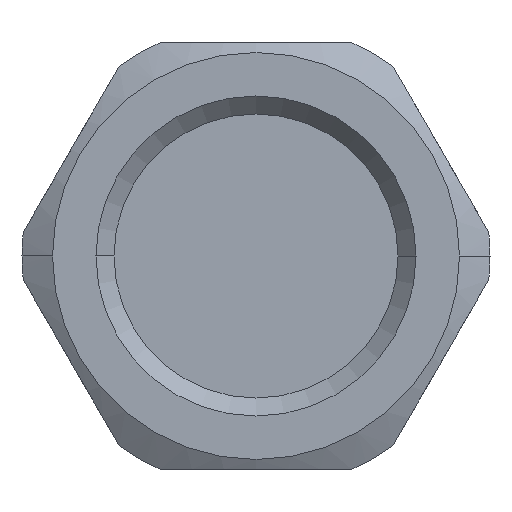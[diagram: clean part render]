
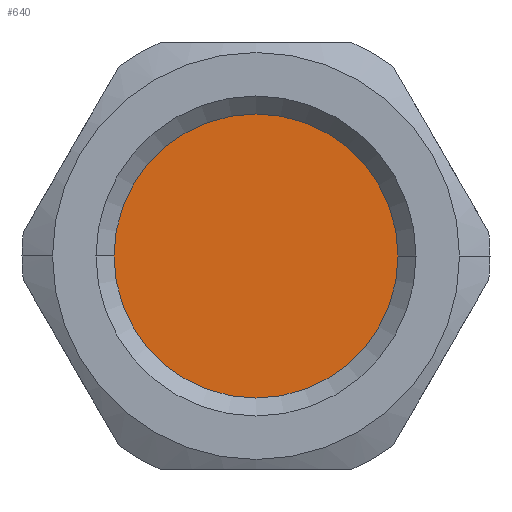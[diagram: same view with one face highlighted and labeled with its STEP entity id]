
A CAD part, left-side view. The second image highlights one B-rep face of the part: STEP entity #640.
In plain terms, the highlighted planar face has unit normal (-1, 0, 0).
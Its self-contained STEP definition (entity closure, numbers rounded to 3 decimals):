
#82 = ORIENTED_EDGE ( 'NONE', *, *, #1178, .F. ) ;
#118 = EDGE_LOOP ( 'NONE', ( #1609, #82 ) ) ;
#169 = DIRECTION ( 'NONE',  ( 0., 0., -1. ) ) ;
#170 = DIRECTION ( 'NONE',  ( 1., 0., 0. ) ) ;
#183 = CARTESIAN_POINT ( 'NONE',  ( -25.85, 9.315, 0. ) ) ;
#271 = CARTESIAN_POINT ( 'NONE',  ( -25.85, 0., 0. ) ) ;
#320 = CARTESIAN_POINT ( 'NONE',  ( -25.85, -9.315, 0. ) ) ;
#443 = AXIS2_PLACEMENT_3D ( 'NONE', #1292, #1356, #1275 ) ;
#542 = AXIS2_PLACEMENT_3D ( 'NONE', #271, #170, #169 ) ;
#575 = FACE_OUTER_BOUND ( 'NONE', #118, .T. ) ;
#640 = ADVANCED_FACE ( 'NONE', ( #575 ), #1205, .F. ) ;
#721 = CIRCLE ( 'NONE', #778, 9.315 ) ;
#778 = AXIS2_PLACEMENT_3D ( 'NONE', #1514, #1457, #1323 ) ;
#800 = EDGE_CURVE ( 'NONE', #1591, #1522, #721, .T. ) ;
#946 = CIRCLE ( 'NONE', #542, 9.315 ) ;
#1178 = EDGE_CURVE ( 'NONE', #1522, #1591, #946, .T. ) ;
#1205 = PLANE ( 'NONE',  #443 ) ;
#1275 = DIRECTION ( 'NONE',  ( 0., 0., -1. ) ) ;
#1292 = CARTESIAN_POINT ( 'NONE',  ( -25.85, 0., 0. ) ) ;
#1323 = DIRECTION ( 'NONE',  ( 0., 0., -1. ) ) ;
#1356 = DIRECTION ( 'NONE',  ( 1., 0., 0. ) ) ;
#1457 = DIRECTION ( 'NONE',  ( 1., 0., 0. ) ) ;
#1514 = CARTESIAN_POINT ( 'NONE',  ( -25.85, 0., 0. ) ) ;
#1522 = VERTEX_POINT ( 'NONE', #183 ) ;
#1591 = VERTEX_POINT ( 'NONE', #320 ) ;
#1609 = ORIENTED_EDGE ( 'NONE', *, *, #800, .F. ) ;
